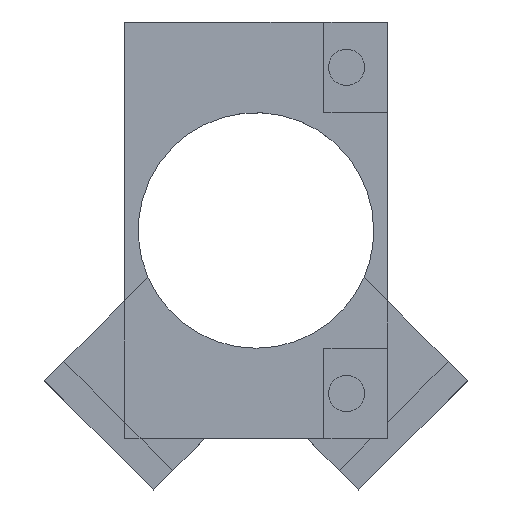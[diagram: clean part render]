
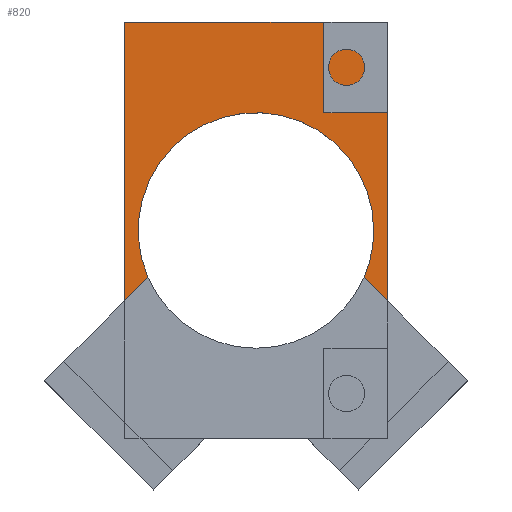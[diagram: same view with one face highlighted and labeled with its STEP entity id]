
A CAD part, top view. The second image highlights one B-rep face of the part: STEP entity #820.
In plain terms, the highlighted planar face has unit normal (0, 0, 1).
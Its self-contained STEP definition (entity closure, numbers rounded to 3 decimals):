
#93 = PLANE('',#94);
#94 = AXIS2_PLACEMENT_3D('',#95,#96,#97);
#95 = CARTESIAN_POINT('',(-14.5,-23.,28.938));
#96 = DIRECTION('',(0.,0.,1.));
#97 = DIRECTION('',(1.,0.,0.));
#250 = VERTEX_POINT('',#251);
#251 = CARTESIAN_POINT('',(-14.5,-7.761,28.938));
#409 = VERTEX_POINT('',#410);
#410 = CARTESIAN_POINT('',(14.5,-7.761,28.938));
#436 = EDGE_CURVE('',#409,#437,#439,.T.);
#437 = VERTEX_POINT('',#438);
#438 = CARTESIAN_POINT('',(11.922,-5.183,28.938));
#439 = SURFACE_CURVE('',#440,(#444,#451),.PCURVE_S1.);
#440 = LINE('',#441,#442);
#441 = CARTESIAN_POINT('',(23.335,-16.595,28.938));
#442 = VECTOR('',#443,1.);
#443 = DIRECTION('',(-0.707,0.707,0.));
#444 = PCURVE('',#93,#445);
#445 = DEFINITIONAL_REPRESENTATION('',(#446),#450);
#446 = LINE('',#447,#448);
#447 = CARTESIAN_POINT('',(37.835,6.405));
#448 = VECTOR('',#449,1.);
#449 = DIRECTION('',(-0.707,0.707));
#450 = ( GEOMETRIC_REPRESENTATION_CONTEXT(2) 
PARAMETRIC_REPRESENTATION_CONTEXT() REPRESENTATION_CONTEXT('2D SPACE',''
  ) );
#451 = PCURVE('',#452,#457);
#452 = PLANE('',#453);
#453 = AXIS2_PLACEMENT_3D('',#454,#455,#456);
#454 = CARTESIAN_POINT('',(-14.5,-23.,28.938));
#455 = DIRECTION('',(0.,0.,1.));
#456 = DIRECTION('',(1.,0.,0.));
#457 = DEFINITIONAL_REPRESENTATION('',(#458),#462);
#458 = LINE('',#459,#460);
#459 = CARTESIAN_POINT('',(37.835,6.405));
#460 = VECTOR('',#461,1.);
#461 = DIRECTION('',(-0.707,0.707));
#462 = ( GEOMETRIC_REPRESENTATION_CONTEXT(2) 
PARAMETRIC_REPRESENTATION_CONTEXT() REPRESENTATION_CONTEXT('2D SPACE',''
  ) );
#465 = VERTEX_POINT('',#466);
#466 = CARTESIAN_POINT('',(-11.922,-5.183,28.938));
#481 = CYLINDRICAL_SURFACE('',#482,13.);
#482 = AXIS2_PLACEMENT_3D('',#483,#484,#485);
#483 = CARTESIAN_POINT('',(0.,0.,26.938));
#484 = DIRECTION('',(-0.,-0.,-1.));
#485 = DIRECTION('',(1.,0.,0.));
#493 = EDGE_CURVE('',#250,#465,#494,.T.);
#494 = SURFACE_CURVE('',#495,(#499,#506),.PCURVE_S1.);
#495 = LINE('',#496,#497);
#496 = CARTESIAN_POINT('',(-23.335,-16.595,28.938));
#497 = VECTOR('',#498,1.);
#498 = DIRECTION('',(0.707,0.707,0.));
#499 = PCURVE('',#93,#500);
#500 = DEFINITIONAL_REPRESENTATION('',(#501),#505);
#501 = LINE('',#502,#503);
#502 = CARTESIAN_POINT('',(-8.835,6.405));
#503 = VECTOR('',#504,1.);
#504 = DIRECTION('',(0.707,0.707));
#505 = ( GEOMETRIC_REPRESENTATION_CONTEXT(2) 
PARAMETRIC_REPRESENTATION_CONTEXT() REPRESENTATION_CONTEXT('2D SPACE',''
  ) );
#506 = PCURVE('',#452,#507);
#507 = DEFINITIONAL_REPRESENTATION('',(#508),#512);
#508 = LINE('',#509,#510);
#509 = CARTESIAN_POINT('',(-8.835,6.405));
#510 = VECTOR('',#511,1.);
#511 = DIRECTION('',(0.707,0.707));
#512 = ( GEOMETRIC_REPRESENTATION_CONTEXT(2) 
PARAMETRIC_REPRESENTATION_CONTEXT() REPRESENTATION_CONTEXT('2D SPACE',''
  ) );
#820 = ADVANCED_FACE('',(#821),#452,.T.);
#821 = FACE_BOUND('',#822,.T.);
#822 = EDGE_LOOP('',(#823,#851,#852,#876,#898,#899,#927,#955,#983));
#823 = ORIENTED_EDGE('',*,*,#824,.F.);
#824 = EDGE_CURVE('',#250,#825,#827,.T.);
#825 = VERTEX_POINT('',#826);
#826 = CARTESIAN_POINT('',(-14.5,23.,28.938));
#827 = SURFACE_CURVE('',#828,(#832,#839),.PCURVE_S1.);
#828 = LINE('',#829,#830);
#829 = CARTESIAN_POINT('',(-14.5,-23.,28.938));
#830 = VECTOR('',#831,1.);
#831 = DIRECTION('',(0.,1.,0.));
#832 = PCURVE('',#452,#833);
#833 = DEFINITIONAL_REPRESENTATION('',(#834),#838);
#834 = LINE('',#835,#836);
#835 = CARTESIAN_POINT('',(0.,0.));
#836 = VECTOR('',#837,1.);
#837 = DIRECTION('',(0.,1.));
#838 = ( GEOMETRIC_REPRESENTATION_CONTEXT(2) 
PARAMETRIC_REPRESENTATION_CONTEXT() REPRESENTATION_CONTEXT('2D SPACE',''
  ) );
#839 = PCURVE('',#840,#845);
#840 = PLANE('',#841);
#841 = AXIS2_PLACEMENT_3D('',#842,#843,#844);
#842 = CARTESIAN_POINT('',(-14.5,-23.,26.938));
#843 = DIRECTION('',(1.,0.,0.));
#844 = DIRECTION('',(0.,0.,1.));
#845 = DEFINITIONAL_REPRESENTATION('',(#846),#850);
#846 = LINE('',#847,#848);
#847 = CARTESIAN_POINT('',(2.,0.));
#848 = VECTOR('',#849,1.);
#849 = DIRECTION('',(0.,-1.));
#850 = ( GEOMETRIC_REPRESENTATION_CONTEXT(2) 
PARAMETRIC_REPRESENTATION_CONTEXT() REPRESENTATION_CONTEXT('2D SPACE',''
  ) );
#851 = ORIENTED_EDGE('',*,*,#493,.T.);
#852 = ORIENTED_EDGE('',*,*,#853,.F.);
#853 = EDGE_CURVE('',#854,#465,#856,.T.);
#854 = VERTEX_POINT('',#855);
#855 = CARTESIAN_POINT('',(13.,0.,28.938));
#856 = SURFACE_CURVE('',#857,(#862,#869),.PCURVE_S1.);
#857 = CIRCLE('',#858,13.);
#858 = AXIS2_PLACEMENT_3D('',#859,#860,#861);
#859 = CARTESIAN_POINT('',(0.,0.,28.938));
#860 = DIRECTION('',(0.,0.,1.));
#861 = DIRECTION('',(1.,0.,0.));
#862 = PCURVE('',#452,#863);
#863 = DEFINITIONAL_REPRESENTATION('',(#864),#868);
#864 = CIRCLE('',#865,13.);
#865 = AXIS2_PLACEMENT_2D('',#866,#867);
#866 = CARTESIAN_POINT('',(14.5,23.));
#867 = DIRECTION('',(1.,0.));
#868 = ( GEOMETRIC_REPRESENTATION_CONTEXT(2) 
PARAMETRIC_REPRESENTATION_CONTEXT() REPRESENTATION_CONTEXT('2D SPACE',''
  ) );
#869 = PCURVE('',#481,#870);
#870 = DEFINITIONAL_REPRESENTATION('',(#871),#875);
#871 = LINE('',#872,#873);
#872 = CARTESIAN_POINT('',(-0.,-2.));
#873 = VECTOR('',#874,1.);
#874 = DIRECTION('',(-1.,0.));
#875 = ( GEOMETRIC_REPRESENTATION_CONTEXT(2) 
PARAMETRIC_REPRESENTATION_CONTEXT() REPRESENTATION_CONTEXT('2D SPACE',''
  ) );
#876 = ORIENTED_EDGE('',*,*,#877,.F.);
#877 = EDGE_CURVE('',#437,#854,#878,.T.);
#878 = SURFACE_CURVE('',#879,(#884,#891),.PCURVE_S1.);
#879 = CIRCLE('',#880,13.);
#880 = AXIS2_PLACEMENT_3D('',#881,#882,#883);
#881 = CARTESIAN_POINT('',(0.,0.,28.938));
#882 = DIRECTION('',(0.,0.,1.));
#883 = DIRECTION('',(1.,0.,0.));
#884 = PCURVE('',#452,#885);
#885 = DEFINITIONAL_REPRESENTATION('',(#886),#890);
#886 = CIRCLE('',#887,13.);
#887 = AXIS2_PLACEMENT_2D('',#888,#889);
#888 = CARTESIAN_POINT('',(14.5,23.));
#889 = DIRECTION('',(1.,0.));
#890 = ( GEOMETRIC_REPRESENTATION_CONTEXT(2) 
PARAMETRIC_REPRESENTATION_CONTEXT() REPRESENTATION_CONTEXT('2D SPACE',''
  ) );
#891 = PCURVE('',#481,#892);
#892 = DEFINITIONAL_REPRESENTATION('',(#893),#897);
#893 = LINE('',#894,#895);
#894 = CARTESIAN_POINT('',(-0.,-2.));
#895 = VECTOR('',#896,1.);
#896 = DIRECTION('',(-1.,0.));
#897 = ( GEOMETRIC_REPRESENTATION_CONTEXT(2) 
PARAMETRIC_REPRESENTATION_CONTEXT() REPRESENTATION_CONTEXT('2D SPACE',''
  ) );
#898 = ORIENTED_EDGE('',*,*,#436,.F.);
#899 = ORIENTED_EDGE('',*,*,#900,.T.);
#900 = EDGE_CURVE('',#409,#901,#903,.T.);
#901 = VERTEX_POINT('',#902);
#902 = CARTESIAN_POINT('',(14.5,13.,28.938));
#903 = SURFACE_CURVE('',#904,(#908,#915),.PCURVE_S1.);
#904 = LINE('',#905,#906);
#905 = CARTESIAN_POINT('',(14.5,-23.,28.938));
#906 = VECTOR('',#907,1.);
#907 = DIRECTION('',(0.,1.,0.));
#908 = PCURVE('',#452,#909);
#909 = DEFINITIONAL_REPRESENTATION('',(#910),#914);
#910 = LINE('',#911,#912);
#911 = CARTESIAN_POINT('',(29.,0.));
#912 = VECTOR('',#913,1.);
#913 = DIRECTION('',(0.,1.));
#914 = ( GEOMETRIC_REPRESENTATION_CONTEXT(2) 
PARAMETRIC_REPRESENTATION_CONTEXT() REPRESENTATION_CONTEXT('2D SPACE',''
  ) );
#915 = PCURVE('',#916,#921);
#916 = PLANE('',#917);
#917 = AXIS2_PLACEMENT_3D('',#918,#919,#920);
#918 = CARTESIAN_POINT('',(14.5,-23.,26.938));
#919 = DIRECTION('',(1.,0.,0.));
#920 = DIRECTION('',(0.,0.,1.));
#921 = DEFINITIONAL_REPRESENTATION('',(#922),#926);
#922 = LINE('',#923,#924);
#923 = CARTESIAN_POINT('',(2.,0.));
#924 = VECTOR('',#925,1.);
#925 = DIRECTION('',(0.,-1.));
#926 = ( GEOMETRIC_REPRESENTATION_CONTEXT(2) 
PARAMETRIC_REPRESENTATION_CONTEXT() REPRESENTATION_CONTEXT('2D SPACE',''
  ) );
#927 = ORIENTED_EDGE('',*,*,#928,.F.);
#928 = EDGE_CURVE('',#929,#901,#931,.T.);
#929 = VERTEX_POINT('',#930);
#930 = CARTESIAN_POINT('',(12.5,13.,28.938));
#931 = SURFACE_CURVE('',#932,(#936,#943),.PCURVE_S1.);
#932 = LINE('',#933,#934);
#933 = CARTESIAN_POINT('',(7.5,13.,28.938));
#934 = VECTOR('',#935,1.);
#935 = DIRECTION('',(1.,0.,0.));
#936 = PCURVE('',#452,#937);
#937 = DEFINITIONAL_REPRESENTATION('',(#938),#942);
#938 = LINE('',#939,#940);
#939 = CARTESIAN_POINT('',(22.,36.));
#940 = VECTOR('',#941,1.);
#941 = DIRECTION('',(1.,0.));
#942 = ( GEOMETRIC_REPRESENTATION_CONTEXT(2) 
PARAMETRIC_REPRESENTATION_CONTEXT() REPRESENTATION_CONTEXT('2D SPACE',''
  ) );
#943 = PCURVE('',#944,#949);
#944 = PLANE('',#945);
#945 = AXIS2_PLACEMENT_3D('',#946,#947,#948);
#946 = CARTESIAN_POINT('',(7.5,13.,28.938));
#947 = DIRECTION('',(0.,1.,0.));
#948 = DIRECTION('',(0.,0.,1.));
#949 = DEFINITIONAL_REPRESENTATION('',(#950),#954);
#950 = LINE('',#951,#952);
#951 = CARTESIAN_POINT('',(0.,0.));
#952 = VECTOR('',#953,1.);
#953 = DIRECTION('',(0.,1.));
#954 = ( GEOMETRIC_REPRESENTATION_CONTEXT(2) 
PARAMETRIC_REPRESENTATION_CONTEXT() REPRESENTATION_CONTEXT('2D SPACE',''
  ) );
#955 = ORIENTED_EDGE('',*,*,#956,.T.);
#956 = EDGE_CURVE('',#929,#957,#959,.T.);
#957 = VERTEX_POINT('',#958);
#958 = CARTESIAN_POINT('',(12.5,23.,28.938));
#959 = SURFACE_CURVE('',#960,(#964,#971),.PCURVE_S1.);
#960 = LINE('',#961,#962);
#961 = CARTESIAN_POINT('',(12.5,13.,28.938));
#962 = VECTOR('',#963,1.);
#963 = DIRECTION('',(0.,1.,0.));
#964 = PCURVE('',#452,#965);
#965 = DEFINITIONAL_REPRESENTATION('',(#966),#970);
#966 = LINE('',#967,#968);
#967 = CARTESIAN_POINT('',(27.,36.));
#968 = VECTOR('',#969,1.);
#969 = DIRECTION('',(0.,1.));
#970 = ( GEOMETRIC_REPRESENTATION_CONTEXT(2) 
PARAMETRIC_REPRESENTATION_CONTEXT() REPRESENTATION_CONTEXT('2D SPACE',''
  ) );
#971 = PCURVE('',#972,#977);
#972 = PLANE('',#973);
#973 = AXIS2_PLACEMENT_3D('',#974,#975,#976);
#974 = CARTESIAN_POINT('',(12.5,13.,28.938));
#975 = DIRECTION('',(1.,0.,0.));
#976 = DIRECTION('',(0.,0.,1.));
#977 = DEFINITIONAL_REPRESENTATION('',(#978),#982);
#978 = LINE('',#979,#980);
#979 = CARTESIAN_POINT('',(0.,0.));
#980 = VECTOR('',#981,1.);
#981 = DIRECTION('',(0.,-1.));
#982 = ( GEOMETRIC_REPRESENTATION_CONTEXT(2) 
PARAMETRIC_REPRESENTATION_CONTEXT() REPRESENTATION_CONTEXT('2D SPACE',''
  ) );
#983 = ORIENTED_EDGE('',*,*,#984,.F.);
#984 = EDGE_CURVE('',#825,#957,#985,.T.);
#985 = SURFACE_CURVE('',#986,(#990,#997),.PCURVE_S1.);
#986 = LINE('',#987,#988);
#987 = CARTESIAN_POINT('',(-14.5,23.,28.938));
#988 = VECTOR('',#989,1.);
#989 = DIRECTION('',(1.,0.,0.));
#990 = PCURVE('',#452,#991);
#991 = DEFINITIONAL_REPRESENTATION('',(#992),#996);
#992 = LINE('',#993,#994);
#993 = CARTESIAN_POINT('',(0.,46.));
#994 = VECTOR('',#995,1.);
#995 = DIRECTION('',(1.,0.));
#996 = ( GEOMETRIC_REPRESENTATION_CONTEXT(2) 
PARAMETRIC_REPRESENTATION_CONTEXT() REPRESENTATION_CONTEXT('2D SPACE',''
  ) );
#997 = PCURVE('',#998,#1003);
#998 = PLANE('',#999);
#999 = AXIS2_PLACEMENT_3D('',#1000,#1001,#1002);
#1000 = CARTESIAN_POINT('',(-14.5,23.,26.938));
#1001 = DIRECTION('',(0.,1.,0.));
#1002 = DIRECTION('',(0.,0.,1.));
#1003 = DEFINITIONAL_REPRESENTATION('',(#1004),#1008);
#1004 = LINE('',#1005,#1006);
#1005 = CARTESIAN_POINT('',(2.,0.));
#1006 = VECTOR('',#1007,1.);
#1007 = DIRECTION('',(0.,1.));
#1008 = ( GEOMETRIC_REPRESENTATION_CONTEXT(2) 
PARAMETRIC_REPRESENTATION_CONTEXT() REPRESENTATION_CONTEXT('2D SPACE',''
  ) );
